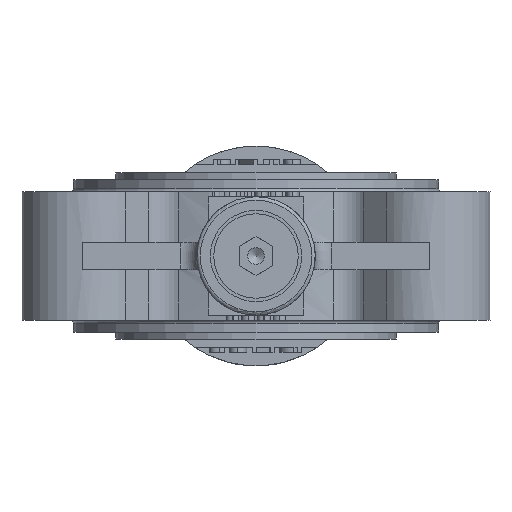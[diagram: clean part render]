
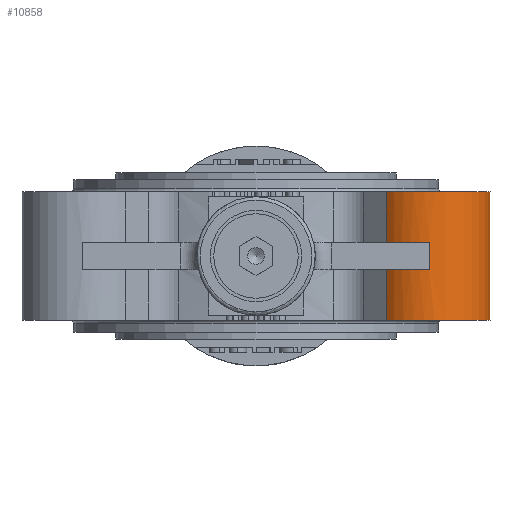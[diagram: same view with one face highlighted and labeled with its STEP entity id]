
A CAD part, front view. The second image highlights one B-rep face of the part: STEP entity #10858.
In plain terms, the highlighted cylindrical face has radius 18 mm (diameter 36 mm), a partial arc.
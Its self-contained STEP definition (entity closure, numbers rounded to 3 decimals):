
#1232=FACE_OUTER_BOUND('',#1908,.T.);
#1908=EDGE_LOOP('',(#7976,#7977,#7978,#7979,#7980,#7981,#7982,#7983));
#2706=LINE('',#18170,#3529);
#2741=LINE('',#18353,#3564);
#2743=LINE('',#18359,#3566);
#2744=LINE('',#18361,#3567);
#3529=VECTOR('',#12985,15.);
#3564=VECTOR('',#13174,15.);
#3566=VECTOR('',#13180,8.);
#3567=VECTOR('',#13183,38.);
#4245=CIRCLE('',#11667,18.);
#4258=CIRCLE('',#11681,18.);
#4273=CIRCLE('',#11704,18.);
#4274=CIRCLE('',#11705,18.);
#4862=VERTEX_POINT('',#18168);
#4863=VERTEX_POINT('',#18169);
#4902=VERTEX_POINT('',#18269);
#4903=VERTEX_POINT('',#18271);
#4917=VERTEX_POINT('',#18303);
#4933=VERTEX_POINT('',#18350);
#4935=VERTEX_POINT('',#18356);
#4936=VERTEX_POINT('',#18358);
#6014=EDGE_CURVE('',#4862,#4863,#2706,.T.);
#6063=EDGE_CURVE('',#4902,#4903,#4245,.T.);
#6081=EDGE_CURVE('',#4863,#4917,#4258,.T.);
#6105=EDGE_CURVE('',#4902,#4933,#2741,.T.);
#6107=EDGE_CURVE('',#4933,#4935,#4273,.T.);
#6108=EDGE_CURVE('',#4935,#4936,#2743,.T.);
#6109=EDGE_CURVE('',#4862,#4936,#4274,.T.);
#6110=EDGE_CURVE('',#4903,#4917,#2744,.T.);
#7976=ORIENTED_EDGE('',*,*,#6105,.T.);
#7977=ORIENTED_EDGE('',*,*,#6107,.T.);
#7978=ORIENTED_EDGE('',*,*,#6108,.T.);
#7979=ORIENTED_EDGE('',*,*,#6109,.F.);
#7980=ORIENTED_EDGE('',*,*,#6014,.T.);
#7981=ORIENTED_EDGE('',*,*,#6081,.T.);
#7982=ORIENTED_EDGE('',*,*,#6110,.F.);
#7983=ORIENTED_EDGE('',*,*,#6063,.F.);
#10024=CYLINDRICAL_SURFACE('',#11703,18.);
#10858=ADVANCED_FACE('',(#1232),#10024,.T.);
#11667=AXIS2_PLACEMENT_3D('',#18272,#13088,#13089);
#11681=AXIS2_PLACEMENT_3D('',#18305,#13121,#13122);
#11703=AXIS2_PLACEMENT_3D('',#18355,#13176,#13177);
#11704=AXIS2_PLACEMENT_3D('',#18357,#13178,#13179);
#11705=AXIS2_PLACEMENT_3D('',#18360,#13181,#13182);
#12985=DIRECTION('',(0.,0.,-1.));
#13088=DIRECTION('center_axis',(0.,0.,1.));
#13089=DIRECTION('ref_axis',(0.,-1.,0.));
#13121=DIRECTION('center_axis',(0.,0.,1.));
#13122=DIRECTION('ref_axis',(0.,-1.,0.));
#13174=DIRECTION('',(0.,0.,-1.));
#13176=DIRECTION('center_axis',(0.,0.,-1.));
#13177=DIRECTION('ref_axis',(-1.,0.,0.));
#13178=DIRECTION('center_axis',(0.,0.,1.));
#13179=DIRECTION('ref_axis',(1.,0.,0.));
#13180=DIRECTION('',(0.,0.,-1.));
#13181=DIRECTION('center_axis',(0.,0.,1.));
#13182=DIRECTION('ref_axis',(1.,0.,0.));
#13183=DIRECTION('',(0.,0.,-1.));
#18168=CARTESIAN_POINT('',(38.537,-63.993,-4.));
#18169=CARTESIAN_POINT('',(38.537,-63.993,-19.));
#18170=CARTESIAN_POINT('',(38.537,-63.993,-4.));
#18269=CARTESIAN_POINT('',(38.537,-63.993,19.));
#18271=CARTESIAN_POINT('',(63.993,-38.537,19.));
#18272=CARTESIAN_POINT('Origin',(51.265,-51.265,19.));
#18303=CARTESIAN_POINT('',(63.993,-38.537,-19.));
#18305=CARTESIAN_POINT('Origin',(51.265,-51.265,-19.));
#18350=CARTESIAN_POINT('',(38.537,-63.993,4.));
#18353=CARTESIAN_POINT('',(38.537,-63.993,19.));
#18355=CARTESIAN_POINT('Origin',(51.265,-51.265,19.));
#18356=CARTESIAN_POINT('',(51.265,-69.265,4.));
#18357=CARTESIAN_POINT('Origin',(51.265,-51.265,4.));
#18358=CARTESIAN_POINT('',(51.265,-69.265,-4.));
#18359=CARTESIAN_POINT('',(51.265,-69.265,4.));
#18360=CARTESIAN_POINT('Origin',(51.265,-51.265,-4.));
#18361=CARTESIAN_POINT('',(63.993,-38.537,19.));
